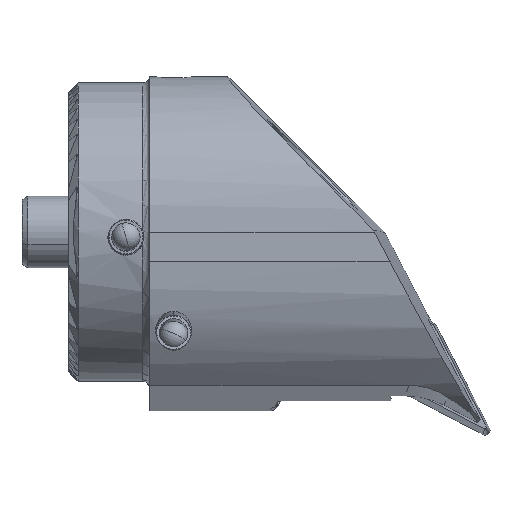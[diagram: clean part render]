
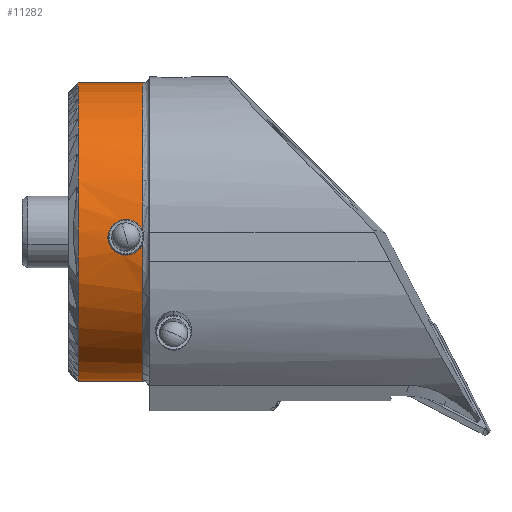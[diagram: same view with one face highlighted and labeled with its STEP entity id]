
A CAD part, front view. The second image highlights one B-rep face of the part: STEP entity #11282.
In plain terms, the highlighted cylindrical face has radius 12.5 mm (diameter 25 mm), a partial arc.
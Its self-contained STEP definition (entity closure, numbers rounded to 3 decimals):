
#111 = CARTESIAN_POINT ( 'NONE',  ( 5.845, -12.498, 0.244 ) ) ;
#168 = ORIENTED_EDGE ( 'NONE', *, *, #3036, .F. ) ;
#313 = CARTESIAN_POINT ( 'NONE',  ( 4.107, -12.458, 1.027 ) ) ;
#400 = VERTEX_POINT ( 'NONE', #7033 ) ;
#414 = AXIS2_PLACEMENT_3D ( 'NONE', #14540, #15993, #4835 ) ;
#734 = CIRCLE ( 'NONE', #13669, 12.5 ) ;
#816 = B_SPLINE_CURVE_WITH_KNOTS ( 'NONE', 3,
 ( #7537, #1260, #8820, #2524, #8599, #11144, #2579, #6228 ),
 .UNSPECIFIED., .F., .F.,
 ( 4, 2, 2, 4 ),
 ( 0.006, 0.007, 0.008, 0.008 ),
 .UNSPECIFIED. ) ;
#849 = CARTESIAN_POINT ( 'NONE',  ( 4.8, -12.454, 1.066 ) ) ;
#885 = CIRCLE ( 'NONE', #5001, 12.5 ) ;
#1153 = ORIENTED_EDGE ( 'NONE', *, *, #9843, .T. ) ;
#1171 = EDGE_CURVE ( 'NONE', #5688, #9764, #13378, .T. ) ;
#1260 = CARTESIAN_POINT ( 'NONE',  ( 4.802, -12.35, -1.932 ) ) ;
#1508 = CARTESIAN_POINT ( 'NONE',  ( -15.729, 0., -12.5 ) ) ;
#1551 = DIRECTION ( 'NONE',  ( -1., 0., 0. ) ) ;
#1570 = CARTESIAN_POINT ( 'NONE',  ( 3.048, -12.5, -0.047 ) ) ;
#1814 = LINE ( 'NONE', #4504, #2998 ) ;
#1997 = CARTESIAN_POINT ( 'NONE',  ( 5.474, -12.48, 0.716 ) ) ;
#2524 = CARTESIAN_POINT ( 'NONE',  ( 5.472, -12.399, -1.586 ) ) ;
#2579 = CARTESIAN_POINT ( 'NONE',  ( 5.846, -12.451, -1.115 ) ) ;
#2640 = CARTESIAN_POINT ( 'NONE',  ( 5.771, -12.495, 0.375 ) ) ;
#2777 = CARTESIAN_POINT ( 'NONE',  ( 3.835, -12.467, 0.914 ) ) ;
#2837 = CARTESIAN_POINT ( 'NONE',  ( 3., -12.496, -0.339 ) ) ;
#2998 = VECTOR ( 'NONE', #15884, 1000. ) ;
#3036 = EDGE_CURVE ( 'NONE', #8166, #12052, #6467, .T. ) ;
#3554 = CARTESIAN_POINT ( 'NONE',  ( 0.5, 0., 12.5 ) ) ;
#3849 = CARTESIAN_POINT ( 'NONE',  ( 5.9, -12.5, 0.102 ) ) ;
#3938 = CARTESIAN_POINT ( 'NONE',  ( 4.304, -12.454, 1.066 ) ) ;
#3956 = CARTESIAN_POINT ( 'NONE',  ( 3.744, -12.378, -1.744 ) ) ;
#4045 = EDGE_CURVE ( 'NONE', #12052, #9676, #6991, .T. ) ;
#4478 = EDGE_CURVE ( 'NONE', #9676, #9895, #816, .T. ) ;
#4504 = CARTESIAN_POINT ( 'NONE',  ( -15.729, 0., 12.5 ) ) ;
#4538 = ORIENTED_EDGE ( 'NONE', *, *, #4478, .F. ) ;
#4621 = CIRCLE ( 'NONE', #11736, 12.5 ) ;
#4835 = DIRECTION ( 'NONE',  ( 0., 0., 1. ) ) ;
#4979 = CARTESIAN_POINT ( 'NONE',  ( 3.048, -12.473, -0.825 ) ) ;
#5001 = AXIS2_PLACEMENT_3D ( 'NONE', #5314, #15537, #10469 ) ;
#5032 = CARTESIAN_POINT ( 'NONE',  ( 3.578, -12.394, -1.632 ) ) ;
#5154 = EDGE_CURVE ( 'NONE', #8166, #400, #734, .T. ) ;
#5301 = CARTESIAN_POINT ( 'NONE',  ( 3.585, -12.477, 0.757 ) ) ;
#5314 = CARTESIAN_POINT ( 'NONE',  ( 5.9, 0., 0. ) ) ;
#5688 = VERTEX_POINT ( 'NONE', #9158 ) ;
#6228 = CARTESIAN_POINT ( 'NONE',  ( 5.9, -12.462, -0.974 ) ) ;
#6467 = B_SPLINE_CURVE_WITH_KNOTS ( 'NONE', 3,
 ( #3849, #111, #2640, #11379, #1997, #10739, #849, #14517 ),
 .UNSPECIFIED., .F., .F.,
 ( 4, 2, 2, 4 ),
 ( 0., 0., 0.001, 0.002 ),
 .UNSPECIFIED. ) ;
#6513 = CARTESIAN_POINT ( 'NONE',  ( 0.5, 0., 0. ) ) ;
#6929 = CARTESIAN_POINT ( 'NONE',  ( 0.5, 0., -12.5 ) ) ;
#6969 = VERTEX_POINT ( 'NONE', #3554 ) ;
#6991 = B_SPLINE_CURVE_WITH_KNOTS ( 'NONE', 3,
 ( #8789, #3938, #313, #2777, #12788, #5301, #14037, #15314, #7800, #9019, #1570, #10306, #2837, #7749, #15263, #4979, #8875, #12504, #12565, #5032, #3956, #8749, #7463, #10147, #13886, #13828 ),
 .UNSPECIFIED., .F., .F.,
 ( 4, 2, 2, 2, 2, 2, 2, 2, 2, 2, 2, 2, 4 ),
 ( 0.002, 0.002, 0.003, 0.003, 0.004, 0.004, 0.004, 0.004, 0.005, 0.005, 0.006, 0.006, 0.006 ),
 .UNSPECIFIED. ) ;
#7033 = CARTESIAN_POINT ( 'NONE',  ( 5.9, 0., 12.5 ) ) ;
#7290 = EDGE_CURVE ( 'NONE', #5688, #9895, #885, .T. ) ;
#7463 = CARTESIAN_POINT ( 'NONE',  ( 4.112, -12.357, -1.885 ) ) ;
#7537 = CARTESIAN_POINT ( 'NONE',  ( 4.5, -12.35, -1.932 ) ) ;
#7565 = CARTESIAN_POINT ( 'NONE',  ( 5.9, 0., 0. ) ) ;
#7749 = CARTESIAN_POINT ( 'NONE',  ( 3., -12.489, -0.535 ) ) ;
#7764 = ORIENTED_EDGE ( 'NONE', *, *, #1171, .F. ) ;
#7800 = CARTESIAN_POINT ( 'NONE',  ( 3.19, -12.497, 0.32 ) ) ;
#8166 = VERTEX_POINT ( 'NONE', #13790 ) ;
#8174 = ORIENTED_EDGE ( 'NONE', *, *, #14197, .F. ) ;
#8599 = CARTESIAN_POINT ( 'NONE',  ( 5.584, -12.412, -1.482 ) ) ;
#8749 = CARTESIAN_POINT ( 'NONE',  ( 4.016, -12.362, -1.856 ) ) ;
#8787 = DIRECTION ( 'NONE',  ( -1., 0., 0. ) ) ;
#8789 = CARTESIAN_POINT ( 'NONE',  ( 4.5, -12.454, 1.066 ) ) ;
#8820 = CARTESIAN_POINT ( 'NONE',  ( 5.102, -12.365, -1.839 ) ) ;
#8875 = CARTESIAN_POINT ( 'NONE',  ( 3.077, -12.466, -0.92 ) ) ;
#9019 = CARTESIAN_POINT ( 'NONE',  ( 3.076, -12.5, 0.046 ) ) ;
#9158 = CARTESIAN_POINT ( 'NONE',  ( 5.9, 0., -12.5 ) ) ;
#9642 = CARTESIAN_POINT ( 'NONE',  ( 5.9, -12.462, -0.974 ) ) ;
#9676 = VERTEX_POINT ( 'NONE', #15468 ) ;
#9764 = VERTEX_POINT ( 'NONE', #6929 ) ;
#9843 = EDGE_CURVE ( 'NONE', #400, #6969, #1814, .T. ) ;
#9895 = VERTEX_POINT ( 'NONE', #9642 ) ;
#10072 = DIRECTION ( 'NONE',  ( 0., 0., 1. ) ) ;
#10147 = CARTESIAN_POINT ( 'NONE',  ( 4.304, -12.351, -1.923 ) ) ;
#10291 = ORIENTED_EDGE ( 'NONE', *, *, #4045, .F. ) ;
#10306 = CARTESIAN_POINT ( 'NONE',  ( 3.01, -12.498, -0.239 ) ) ;
#10469 = DIRECTION ( 'NONE',  ( 0., 0., 1. ) ) ;
#10739 = CARTESIAN_POINT ( 'NONE',  ( 5.102, -12.463, 0.972 ) ) ;
#11144 = CARTESIAN_POINT ( 'NONE',  ( 5.769, -12.438, -1.248 ) ) ;
#11282 = ADVANCED_FACE ( 'NONE', ( #12076 ), #16228, .T. ) ;
#11341 = DIRECTION ( 'NONE',  ( -1., 0., 0. ) ) ;
#11379 = CARTESIAN_POINT ( 'NONE',  ( 5.584, -12.486, 0.612 ) ) ;
#11591 = ORIENTED_EDGE ( 'NONE', *, *, #5154, .T. ) ;
#11599 = DIRECTION ( 'NONE',  ( 0., 0., 1. ) ) ;
#11736 = AXIS2_PLACEMENT_3D ( 'NONE', #6513, #1551, #11599 ) ;
#12052 = VERTEX_POINT ( 'NONE', #15824 ) ;
#12076 = FACE_OUTER_BOUND ( 'NONE', #13024, .T. ) ;
#12504 = CARTESIAN_POINT ( 'NONE',  ( 3.189, -12.444, -1.19 ) ) ;
#12565 = CARTESIAN_POINT ( 'NONE',  ( 3.301, -12.427, -1.357 ) ) ;
#12788 = CARTESIAN_POINT ( 'NONE',  ( 3.747, -12.47, 0.866 ) ) ;
#13024 = EDGE_LOOP ( 'NONE', ( #7764, #13478, #4538, #10291, #168, #11591, #1153, #8174 ) ) ;
#13378 = LINE ( 'NONE', #1508, #15376 ) ;
#13478 = ORIENTED_EDGE ( 'NONE', *, *, #7290, .T. ) ;
#13669 = AXIS2_PLACEMENT_3D ( 'NONE', #7565, #8787, #10072 ) ;
#13790 = CARTESIAN_POINT ( 'NONE',  ( 5.9, -12.5, 0.102 ) ) ;
#13828 = CARTESIAN_POINT ( 'NONE',  ( 4.5, -12.35, -1.932 ) ) ;
#13886 = CARTESIAN_POINT ( 'NONE',  ( 4.401, -12.35, -1.932 ) ) ;
#14037 = CARTESIAN_POINT ( 'NONE',  ( 3.509, -12.481, 0.695 ) ) ;
#14197 = EDGE_CURVE ( 'NONE', #9764, #6969, #4621, .T. ) ;
#14517 = CARTESIAN_POINT ( 'NONE',  ( 4.5, -12.454, 1.066 ) ) ;
#14540 = CARTESIAN_POINT ( 'NONE',  ( -15.729, 0., 0. ) ) ;
#15263 = CARTESIAN_POINT ( 'NONE',  ( 3.01, -12.484, -0.632 ) ) ;
#15314 = CARTESIAN_POINT ( 'NONE',  ( 3.3, -12.491, 0.486 ) ) ;
#15376 = VECTOR ( 'NONE', #11341, 1000. ) ;
#15468 = CARTESIAN_POINT ( 'NONE',  ( 4.5, -12.35, -1.932 ) ) ;
#15537 = DIRECTION ( 'NONE',  ( -1., 0., 0. ) ) ;
#15824 = CARTESIAN_POINT ( 'NONE',  ( 4.5, -12.454, 1.066 ) ) ;
#15884 = DIRECTION ( 'NONE',  ( -1., 0., 0. ) ) ;
#15993 = DIRECTION ( 'NONE',  ( -1., 0., 0. ) ) ;
#16228 = CYLINDRICAL_SURFACE ( 'NONE', #414, 12.5 ) ;
